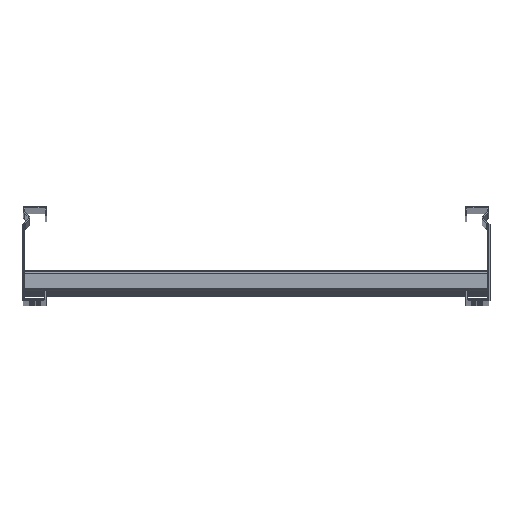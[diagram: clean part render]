
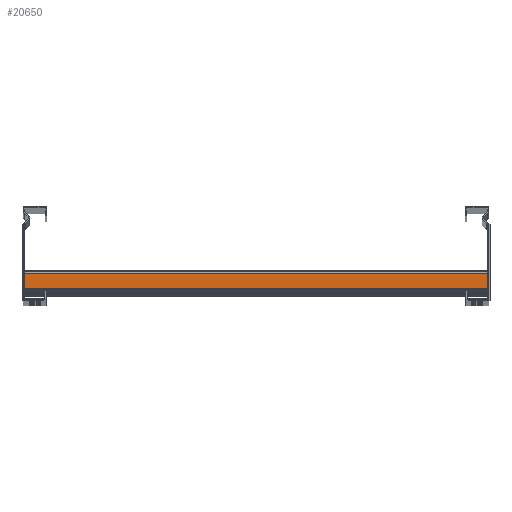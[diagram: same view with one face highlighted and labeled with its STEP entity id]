
A CAD part, top view. The second image highlights one B-rep face of the part: STEP entity #20650.
In plain terms, the highlighted face is planar.
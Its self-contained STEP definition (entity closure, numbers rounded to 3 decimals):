
#1690 = VERTEX_POINT ( 'NONE', #5485 ) ;
#1735 = AXIS2_PLACEMENT_3D ( 'NONE', #10615, #12273, #2453 ) ;
#2015 = EDGE_CURVE ( 'NONE', #1690, #16758, #7413, .T. ) ;
#2453 = DIRECTION ( 'NONE',  ( 0., 0., -1. ) ) ;
#2526 = VECTOR ( 'NONE', #4835, 1000. ) ;
#3047 = CARTESIAN_POINT ( 'NONE',  ( 18., 15.5, 199. ) ) ;
#3443 = EDGE_LOOP ( 'NONE', ( #7827, #11237, #6872, #3571 ) ) ;
#3487 = LINE ( 'NONE', #16364, #8345 ) ;
#3571 = ORIENTED_EDGE ( 'NONE', *, *, #7505, .T. ) ;
#3744 = CARTESIAN_POINT ( 'NONE',  ( 18., 2.5, -199. ) ) ;
#4752 = CARTESIAN_POINT ( 'NONE',  ( 18., 2.5, 199. ) ) ;
#4835 = DIRECTION ( 'NONE',  ( 0., -1., 0. ) ) ;
#5347 = LINE ( 'NONE', #18692, #21300 ) ;
#5485 = CARTESIAN_POINT ( 'NONE',  ( 18., 15.5, 199. ) ) ;
#5797 = CARTESIAN_POINT ( 'NONE',  ( 18., 15.5, -199. ) ) ;
#6443 = VERTEX_POINT ( 'NONE', #3744 ) ;
#6872 = ORIENTED_EDGE ( 'NONE', *, *, #2015, .T. ) ;
#7413 = LINE ( 'NONE', #19325, #2526 ) ;
#7505 = EDGE_CURVE ( 'NONE', #16758, #6443, #3487, .T. ) ;
#7827 = ORIENTED_EDGE ( 'NONE', *, *, #11756, .F. ) ;
#8041 = FACE_OUTER_BOUND ( 'NONE', #3443, .T. ) ;
#8345 = VECTOR ( 'NONE', #13263, 1000. ) ;
#8946 = PLANE ( 'NONE',  #1735 ) ;
#10008 = VERTEX_POINT ( 'NONE', #5797 ) ;
#10615 = CARTESIAN_POINT ( 'NONE',  ( 18., 18., 199. ) ) ;
#11237 = ORIENTED_EDGE ( 'NONE', *, *, #20207, .F. ) ;
#11756 = EDGE_CURVE ( 'NONE', #10008, #6443, #5347, .T. ) ;
#12273 = DIRECTION ( 'NONE',  ( 1., 0., 0. ) ) ;
#13263 = DIRECTION ( 'NONE',  ( 0., 0., -1. ) ) ;
#14540 = DIRECTION ( 'NONE',  ( 0., 0., -1. ) ) ;
#16364 = CARTESIAN_POINT ( 'NONE',  ( 18., 2.5, 199. ) ) ;
#16758 = VERTEX_POINT ( 'NONE', #4752 ) ;
#18692 = CARTESIAN_POINT ( 'NONE',  ( 18., 18., -199. ) ) ;
#18758 = DIRECTION ( 'NONE',  ( 0., -1., 0. ) ) ;
#19107 = VECTOR ( 'NONE', #14540, 1000. ) ;
#19325 = CARTESIAN_POINT ( 'NONE',  ( 18., 18., 199. ) ) ;
#20207 = EDGE_CURVE ( 'NONE', #1690, #10008, #20644, .T. ) ;
#20644 = LINE ( 'NONE', #3047, #19107 ) ;
#20650 = ADVANCED_FACE ( 'NONE', ( #8041 ), #8946, .T. ) ;
#21300 = VECTOR ( 'NONE', #18758, 1000. ) ;
